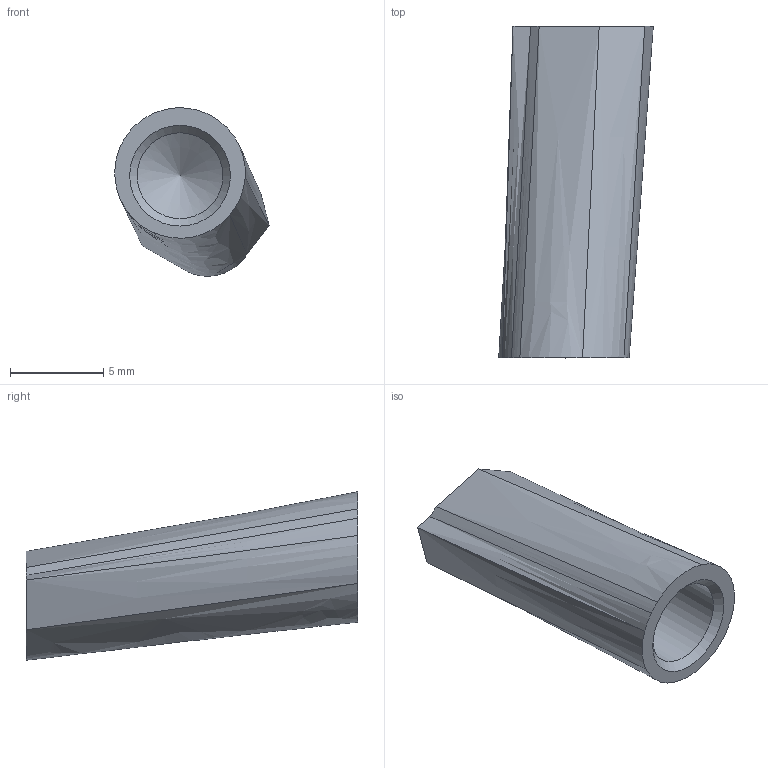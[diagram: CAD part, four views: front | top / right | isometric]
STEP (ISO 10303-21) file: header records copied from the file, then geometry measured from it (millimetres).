
FILE_DESCRIPTION(/* description */ (''),/* implementation_level */ '2;1');
FILE_NAME(/* name */ 'Orbiter2.0 mount_1.step',/* time_stamp */ '2023-12-11T00:43:43+08:00',/* author */ (''),/* organization */ (''),/* preprocessor_version */ 'ST-DEVELOPER v20',/* originating_system */ 'Autodesk Translation Framework v12.14.0.127',/* authorisation */ '');
FILE_SCHEMA (('AUTOMOTIVE_DESIGN { 1 0 10303 214 3 1 1 }'));
Length unit declared in the file: millimetre
Products named in the file (1): Fusion 零部件
Bounding box: 8.28 x 17.79 x 9.03 mm (x, y, z)
Volume: 511.7 mm3; surface area: 563.2 mm2
Topology: 1 solids, 1 shells, 35 faces, 96 edges, 63 vertices
Faces by surface type: cylinder 19, bspline 10, cone 3, plane 3
Full cylindrical faces by diameter (mm): 2.529 x4, 3.086 x2, 4.6 x1
Entity records: 2423 total; most frequent: CARTESIAN_POINT 1601, ORIENTED_EDGE 188, DIRECTION 123, EDGE_CURVE 94, VERTEX_POINT 63, AXIS2_PLACEMENT_3D 44, B_SPLINE_CURVE_WITH_KNOTS 41, EDGE_LOOP 37
